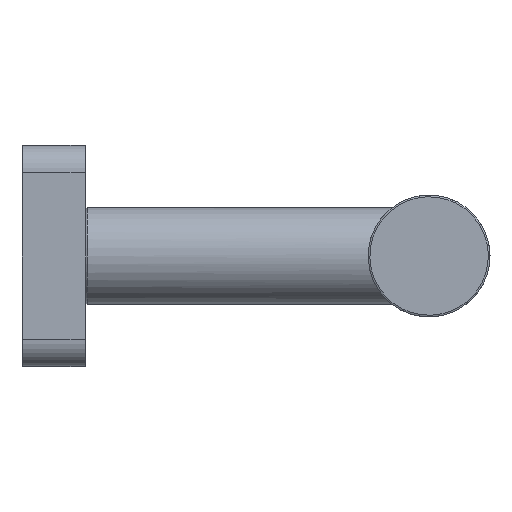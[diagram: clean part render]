
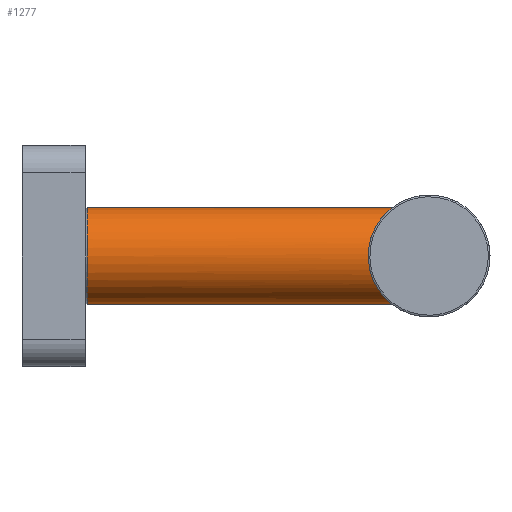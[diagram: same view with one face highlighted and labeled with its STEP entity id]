
A CAD part, left-side view. The second image highlights one B-rep face of the part: STEP entity #1277.
In plain terms, the highlighted cylindrical face has radius 8.75 mm (diameter 17.5 mm), a full revolution.
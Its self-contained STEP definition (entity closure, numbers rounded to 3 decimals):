
#18=ELLIPSE('',#1605,12.374,8.75);
#19=ELLIPSE('',#1607,12.374,8.75);
#198=CYLINDRICAL_SURFACE('',#1602,8.75);
#499=ORIENTED_EDGE('',*,*,#682,.T.);
#500=ORIENTED_EDGE('',*,*,#683,.F.);
#501=ORIENTED_EDGE('',*,*,#684,.T.);
#502=ORIENTED_EDGE('',*,*,#685,.F.);
#503=ORIENTED_EDGE('',*,*,#686,.F.);
#682=EDGE_CURVE('',#796,#796,#882,.T.);
#683=EDGE_CURVE('',#797,#798,#883,.T.);
#684=EDGE_CURVE('',#797,#799,#18,.F.);
#685=EDGE_CURVE('',#800,#799,#884,.T.);
#686=EDGE_CURVE('',#798,#800,#19,.T.);
#796=VERTEX_POINT('',#2639);
#797=VERTEX_POINT('',#2641);
#798=VERTEX_POINT('',#2642);
#799=VERTEX_POINT('',#2644);
#800=VERTEX_POINT('',#2646);
#882=CIRCLE('',#1603,8.75);
#883=CIRCLE('',#1604,8.75);
#884=CIRCLE('',#1606,8.75);
#995=EDGE_LOOP('',(#499));
#996=EDGE_LOOP('',(#500,#501,#502,#503));
#1142=FACE_BOUND('',#995,.T.);
#1143=FACE_BOUND('',#996,.T.);
#1277=ADVANCED_FACE('',(#1142,#1143),#198,.T.);
#1602=AXIS2_PLACEMENT_3D('',#2637,#1948,#1949);
#1603=AXIS2_PLACEMENT_3D('',#2638,#1950,#1951);
#1604=AXIS2_PLACEMENT_3D('',#2640,#1952,#1953);
#1605=AXIS2_PLACEMENT_3D('',#2643,#1954,#1955);
#1606=AXIS2_PLACEMENT_3D('',#2645,#1956,#1957);
#1607=AXIS2_PLACEMENT_3D('',#2647,#1958,#1959);
#1948=DIRECTION('',(-1.,0.,0.));
#1949=DIRECTION('',(0.,0.,1.));
#1950=DIRECTION('',(-1.,0.,0.));
#1951=DIRECTION('',(0.,0.,1.));
#1952=DIRECTION('',(-1.,0.,0.));
#1953=DIRECTION('',(0.,1.,0.));
#1954=DIRECTION('',(-0.707,0.707,0.));
#1955=DIRECTION('',(-0.707,-0.707,0.));
#1956=DIRECTION('',(-1.,0.,0.));
#1957=DIRECTION('',(0.,1.,0.));
#1958=DIRECTION('',(-0.707,-0.707,0.));
#1959=DIRECTION('',(-0.707,0.707,0.));
#2637=CARTESIAN_POINT('',(29.5,0.,0.));
#2638=CARTESIAN_POINT('',(29.2,0.,0.));
#2639=CARTESIAN_POINT('',(29.2,0.,8.75));
#2640=CARTESIAN_POINT('',(-29.5,0.,0.));
#2641=CARTESIAN_POINT('',(-29.5,3.,-8.22));
#2642=CARTESIAN_POINT('',(-29.5,-3.,-8.22));
#2643=CARTESIAN_POINT('',(-32.5,0.,0.));
#2644=CARTESIAN_POINT('',(-29.5,3.,8.22));
#2645=CARTESIAN_POINT('',(-29.5,0.,0.));
#2646=CARTESIAN_POINT('',(-29.5,-3.,8.22));
#2647=CARTESIAN_POINT('',(-32.5,0.,0.));
